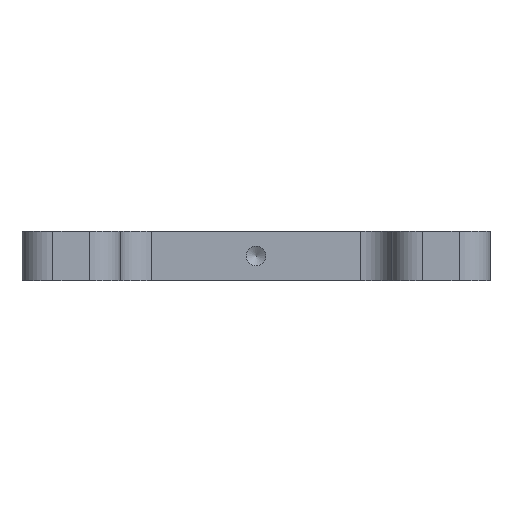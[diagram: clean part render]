
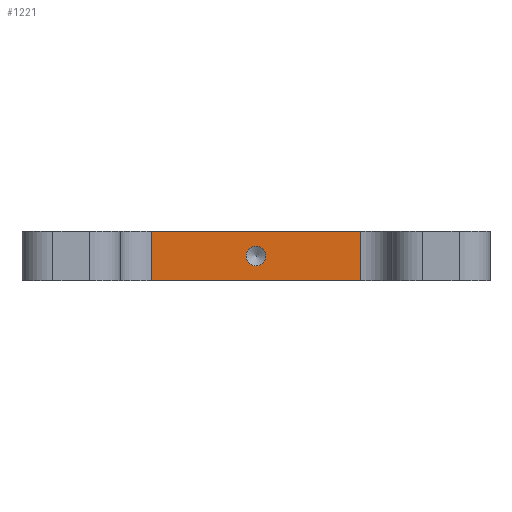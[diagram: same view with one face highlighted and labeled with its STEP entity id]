
A CAD part, front view. The second image highlights one B-rep face of the part: STEP entity #1221.
In plain terms, the highlighted planar face has unit normal (0, -1, 0).
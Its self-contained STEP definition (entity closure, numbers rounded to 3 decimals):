
#39=FACE_BOUND('',#142,.T.);
#71=PLANE('',#1298);
#86=FACE_OUTER_BOUND('',#141,.T.);
#141=EDGE_LOOP('',(#805,#806,#807,#808));
#142=EDGE_LOOP('',(#809,#810));
#228=LINE('',#1813,#309);
#229=LINE('',#1816,#310);
#230=LINE('',#1818,#311);
#231=LINE('',#1819,#312);
#309=VECTOR('',#1446,5.);
#310=VECTOR('',#1449,10.);
#311=VECTOR('',#1450,5.);
#312=VECTOR('',#1451,10.);
#391=CIRCLE('',#1299,1.621);
#392=CIRCLE('',#1300,1.621);
#477=VERTEX_POINT('',#1807);
#479=VERTEX_POINT('',#1811);
#480=VERTEX_POINT('',#1815);
#481=VERTEX_POINT('',#1817);
#482=VERTEX_POINT('',#1820);
#483=VERTEX_POINT('',#1821);
#614=EDGE_CURVE('',#479,#477,#228,.T.);
#615=EDGE_CURVE('',#480,#479,#229,.T.);
#616=EDGE_CURVE('',#481,#480,#230,.T.);
#617=EDGE_CURVE('',#477,#481,#231,.T.);
#618=EDGE_CURVE('',#482,#483,#391,.T.);
#619=EDGE_CURVE('',#483,#482,#392,.T.);
#805=ORIENTED_EDGE('',*,*,#614,.F.);
#806=ORIENTED_EDGE('',*,*,#615,.F.);
#807=ORIENTED_EDGE('',*,*,#616,.F.);
#808=ORIENTED_EDGE('',*,*,#617,.F.);
#809=ORIENTED_EDGE('',*,*,#618,.T.);
#810=ORIENTED_EDGE('',*,*,#619,.T.);
#1221=ADVANCED_FACE('',(#86,#39),#71,.F.);
#1298=AXIS2_PLACEMENT_3D('',#1814,#1447,#1448);
#1299=AXIS2_PLACEMENT_3D('',#1822,#1452,#1453);
#1300=AXIS2_PLACEMENT_3D('',#1823,#1454,#1455);
#1446=DIRECTION('',(0.,0.,1.));
#1447=DIRECTION('center_axis',(0.,1.,0.));
#1448=DIRECTION('ref_axis',(1.,0.,0.));
#1449=DIRECTION('',(-1.,0.,0.));
#1450=DIRECTION('',(0.,0.,-1.));
#1451=DIRECTION('',(1.,0.,0.));
#1452=DIRECTION('center_axis',(0.,1.,0.));
#1453=DIRECTION('ref_axis',(1.,0.,0.));
#1454=DIRECTION('center_axis',(0.,1.,0.));
#1455=DIRECTION('ref_axis',(1.,0.,0.));
#1807=CARTESIAN_POINT('',(-17.05,-29.,8.));
#1811=CARTESIAN_POINT('',(-17.05,-29.,0.));
#1813=CARTESIAN_POINT('',(-17.05,-29.,4.));
#1814=CARTESIAN_POINT('Origin',(-18.,-29.,8.));
#1815=CARTESIAN_POINT('',(17.05,-29.,0.));
#1816=CARTESIAN_POINT('',(9.,-29.,0.));
#1817=CARTESIAN_POINT('',(17.05,-29.,8.));
#1818=CARTESIAN_POINT('',(17.05,-29.,4.));
#1819=CARTESIAN_POINT('',(9.,-29.,8.));
#1820=CARTESIAN_POINT('',(1.621,-29.,4.));
#1821=CARTESIAN_POINT('',(-1.621,-29.,4.));
#1822=CARTESIAN_POINT('Origin',(0.,-29.,4.));
#1823=CARTESIAN_POINT('Origin',(0.,-29.,4.));
